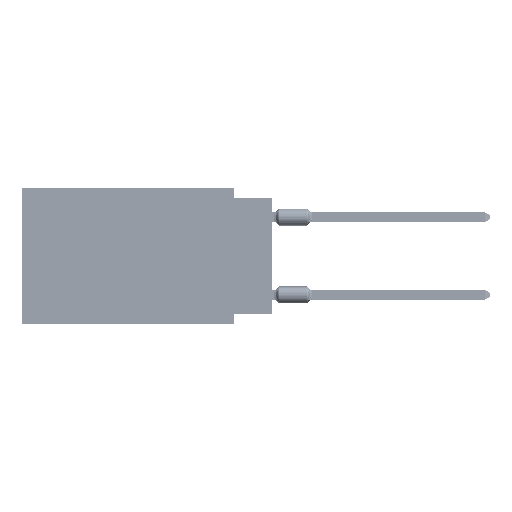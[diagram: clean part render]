
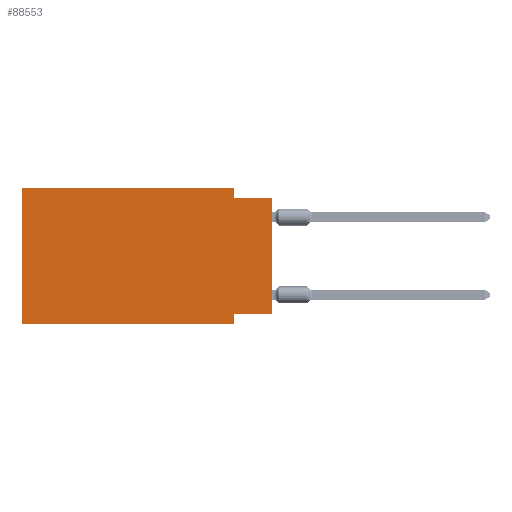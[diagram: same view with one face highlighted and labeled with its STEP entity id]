
A CAD part, left-side view. The second image highlights one B-rep face of the part: STEP entity #88553.
In plain terms, the highlighted planar face has unit normal (-1, 0, 0).
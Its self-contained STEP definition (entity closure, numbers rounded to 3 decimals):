
#3740 = CARTESIAN_POINT ( 'NONE',  ( 0., 2.54, -8.89 ) ) ;
#5219 = VERTEX_POINT ( 'NONE', #91935 ) ;
#5295 = ORIENTED_EDGE ( 'NONE', *, *, #13014, .F. ) ;
#5804 = CARTESIAN_POINT ( 'NONE',  ( 0., 2.54, -8.89 ) ) ;
#6102 = EDGE_CURVE ( 'NONE', #27853, #46397, #44632, .T. ) ;
#9350 = CARTESIAN_POINT ( 'NONE',  ( 0., 16.383, 0. ) ) ;
#10015 = CARTESIAN_POINT ( 'NONE',  ( 0., 16.383, -8.89 ) ) ;
#10832 = LINE ( 'NONE', #26293, #38272 ) ;
#10908 = ORIENTED_EDGE ( 'NONE', *, *, #78088, .F. ) ;
#12863 = CARTESIAN_POINT ( 'NONE',  ( 0., 0., -8.255 ) ) ;
#13014 = EDGE_CURVE ( 'NONE', #55765, #5219, #100301, .T. ) ;
#13106 = LINE ( 'NONE', #14625, #17321 ) ;
#13871 = LINE ( 'NONE', #12863, #68907 ) ;
#14225 = CARTESIAN_POINT ( 'NONE',  ( 0., 2.54, 0. ) ) ;
#14625 = CARTESIAN_POINT ( 'NONE',  ( 0., 16.383, -8.89 ) ) ;
#14679 = PLANE ( 'NONE',  #95161 ) ;
#17321 = VECTOR ( 'NONE', #75856, 1000. ) ;
#19295 = ORIENTED_EDGE ( 'NONE', *, *, #6102, .F. ) ;
#19847 = EDGE_CURVE ( 'NONE', #78330, #46533, #13871, .T. ) ;
#20590 = DIRECTION ( 'NONE',  ( 0., 0., 1. ) ) ;
#21333 = VECTOR ( 'NONE', #98606, 1000. ) ;
#22791 = DIRECTION ( 'NONE',  ( 0., 0., -1. ) ) ;
#23502 = LINE ( 'NONE', #14225, #83637 ) ;
#26293 = CARTESIAN_POINT ( 'NONE',  ( 0., 0., 0. ) ) ;
#27853 = VERTEX_POINT ( 'NONE', #31237 ) ;
#31237 = CARTESIAN_POINT ( 'NONE',  ( 0., 16.383, 0. ) ) ;
#33582 = LINE ( 'NONE', #58738, #87054 ) ;
#38145 = CARTESIAN_POINT ( 'NONE',  ( 0., 0., -8.255 ) ) ;
#38272 = VECTOR ( 'NONE', #20590, 1000. ) ;
#41938 = ORIENTED_EDGE ( 'NONE', *, *, #19847, .F. ) ;
#43453 = EDGE_CURVE ( 'NONE', #59313, #64837, #13106, .T. ) ;
#44632 = LINE ( 'NONE', #76501, #21333 ) ;
#44823 = CARTESIAN_POINT ( 'NONE',  ( 0., 2.54, -0.635 ) ) ;
#46248 = EDGE_LOOP ( 'NONE', ( #48106, #5295, #48926, #19295, #10908, #89597, #84027, #41938 ) ) ;
#46397 = VERTEX_POINT ( 'NONE', #100193 ) ;
#46533 = VERTEX_POINT ( 'NONE', #86806 ) ;
#46557 = FACE_OUTER_BOUND ( 'NONE', #46248, .T. ) ;
#48106 = ORIENTED_EDGE ( 'NONE', *, *, #92670, .T. ) ;
#48926 = ORIENTED_EDGE ( 'NONE', *, *, #52151, .F. ) ;
#52151 = EDGE_CURVE ( 'NONE', #46397, #55765, #23502, .T. ) ;
#52516 = DIRECTION ( 'NONE',  ( 0., -1., 0. ) ) ;
#55765 = VERTEX_POINT ( 'NONE', #44823 ) ;
#57727 = DIRECTION ( 'NONE',  ( 0., 0., 1. ) ) ;
#58738 = CARTESIAN_POINT ( 'NONE',  ( 0., 16.383, 0. ) ) ;
#59313 = VERTEX_POINT ( 'NONE', #10015 ) ;
#61859 = LINE ( 'NONE', #5804, #81761 ) ;
#62504 = DIRECTION ( 'NONE',  ( 0., 0., -1. ) ) ;
#64837 = VERTEX_POINT ( 'NONE', #3740 ) ;
#68907 = VECTOR ( 'NONE', #98737, 1000. ) ;
#69471 = CARTESIAN_POINT ( 'NONE',  ( 0., 0., -0.635 ) ) ;
#75856 = DIRECTION ( 'NONE',  ( 0., -1., 0. ) ) ;
#76501 = CARTESIAN_POINT ( 'NONE',  ( 0., 16.383, 0. ) ) ;
#78088 = EDGE_CURVE ( 'NONE', #59313, #27853, #33582, .T. ) ;
#78330 = VERTEX_POINT ( 'NONE', #38145 ) ;
#79808 = DIRECTION ( 'NONE',  ( 1., 0., 0. ) ) ;
#81761 = VECTOR ( 'NONE', #22791, 1000. ) ;
#83637 = VECTOR ( 'NONE', #84671, 1000. ) ;
#84027 = ORIENTED_EDGE ( 'NONE', *, *, #100852, .F. ) ;
#84671 = DIRECTION ( 'NONE',  ( 0., 0., -1. ) ) ;
#86296 = VECTOR ( 'NONE', #52516, 1000. ) ;
#86806 = CARTESIAN_POINT ( 'NONE',  ( 0., 2.54, -8.255 ) ) ;
#87054 = VECTOR ( 'NONE', #57727, 1000. ) ;
#88553 = ADVANCED_FACE ( 'NONE', ( #46557 ), #14679, .F. ) ;
#89597 = ORIENTED_EDGE ( 'NONE', *, *, #43453, .T. ) ;
#91935 = CARTESIAN_POINT ( 'NONE',  ( 0., 0., -0.635 ) ) ;
#92670 = EDGE_CURVE ( 'NONE', #78330, #5219, #10832, .T. ) ;
#95161 = AXIS2_PLACEMENT_3D ( 'NONE', #9350, #79808, #62504 ) ;
#98606 = DIRECTION ( 'NONE',  ( 0., -1., 0. ) ) ;
#98737 = DIRECTION ( 'NONE',  ( 0., 1., 0. ) ) ;
#100193 = CARTESIAN_POINT ( 'NONE',  ( 0., 2.54, 0. ) ) ;
#100301 = LINE ( 'NONE', #69471, #86296 ) ;
#100852 = EDGE_CURVE ( 'NONE', #46533, #64837, #61859, .T. ) ;
